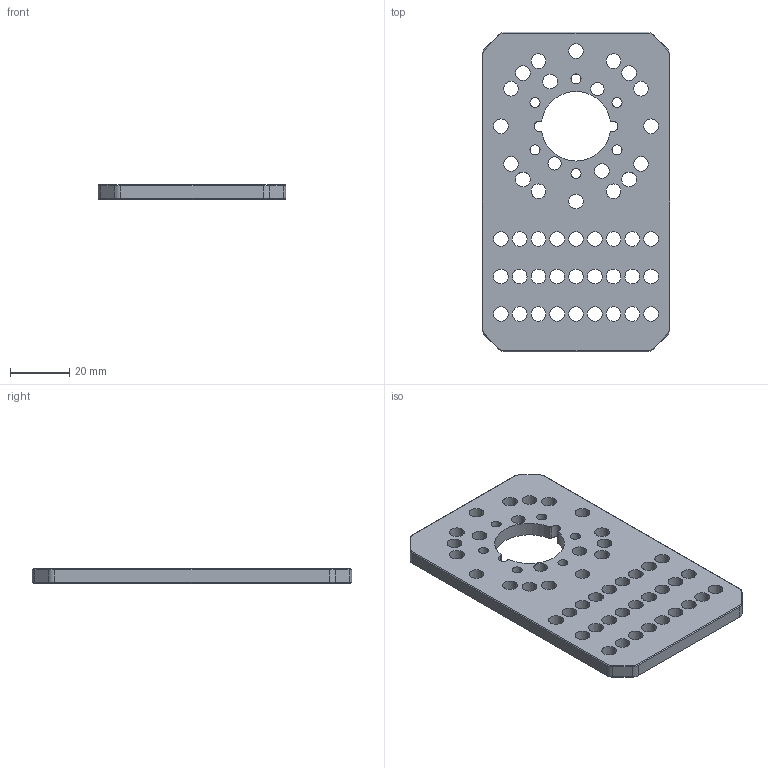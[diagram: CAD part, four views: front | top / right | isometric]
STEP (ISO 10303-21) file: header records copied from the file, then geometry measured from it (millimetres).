
FILE_DESCRIPTION (( 'STEP AP214' ), '1' );
FILE_NAME ('REV-21-2804.STEP', '2024-12-06T14:43:48', ( '' ), ( '' ), 'SwSTEP 2.0', 'SolidWorks 2022', '' );
FILE_SCHEMA (( 'AUTOMOTIVE_DESIGN' ));
Length unit declared in the file: millimetre
Products named in the file (1): REV-21-2804
Bounding box: 63.5 x 107.95 x 4.76 mm (x, y, z)
Volume: 25516.9 mm3; surface area: 16362 mm2
Topology: 1 solids, 1 shells, 165 faces, 457 edges, 294 vertices
Faces by surface type: cylinder 123, plane 26, cone 16
Entity records: 5627 total; most frequent: DIRECTION 1051, CARTESIAN_POINT 917, ORIENTED_EDGE 914, EDGE_CURVE 457, AXIS2_PLACEMENT_3D 428, VERTEX_POINT 294, EDGE_LOOP 273, CIRCLE 262
